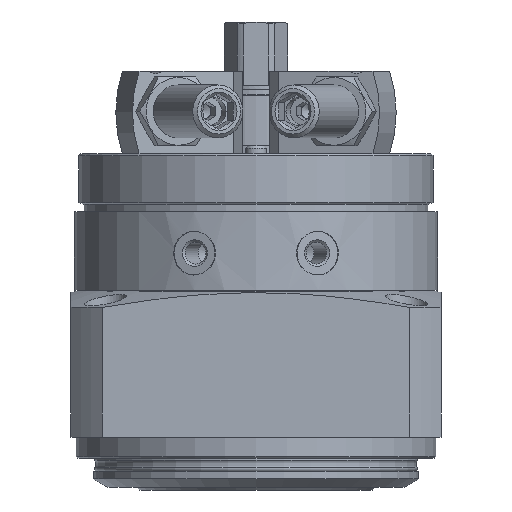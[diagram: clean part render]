
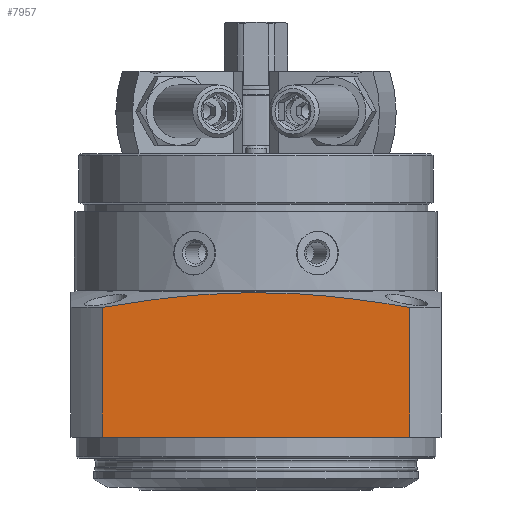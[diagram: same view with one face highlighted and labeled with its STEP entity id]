
A CAD part, front view. The second image highlights one B-rep face of the part: STEP entity #7957.
In plain terms, the highlighted planar face has unit normal (0, -1, 0).
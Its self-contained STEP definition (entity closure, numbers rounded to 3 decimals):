
#99=PLANE('',#8489);
#439=LINE('',#11659,#796);
#440=LINE('',#11661,#797);
#441=LINE('',#11663,#798);
#796=VECTOR('',#9417,1000.);
#797=VECTOR('',#9420,1000.);
#798=VECTOR('',#9421,1000.);
#1151=B_SPLINE_CURVE_WITH_KNOTS('',3,(#11557,#11558,#11559,#11560,#11561,
#11562,#11563,#11564),.UNSPECIFIED.,.F.,.F.,(4,1,1,1,1,4),(0.06,
0.074,0.089,0.096,0.103,
0.118),.UNSPECIFIED.);
#1273=ORIENTED_EDGE('',*,*,#2905,.F.);
#1274=ORIENTED_EDGE('',*,*,#2927,.F.);
#1275=ORIENTED_EDGE('',*,*,#2928,.T.);
#1276=ORIENTED_EDGE('',*,*,#2929,.T.);
#2905=EDGE_CURVE('',#3736,#3737,#1151,.T.);
#2927=EDGE_CURVE('',#3755,#3736,#439,.T.);
#2928=EDGE_CURVE('',#3755,#3756,#440,.T.);
#2929=EDGE_CURVE('',#3756,#3737,#441,.T.);
#3736=VERTEX_POINT('',#11556);
#3737=VERTEX_POINT('',#11565);
#3755=VERTEX_POINT('',#11658);
#3756=VERTEX_POINT('',#11662);
#4775=EDGE_LOOP('',(#1273,#1274,#1275,#1276));
#5538=FACE_BOUND('',#4775,.T.);
#7957=ADVANCED_FACE('',(#5538),#99,.T.);
#8489=AXIS2_PLACEMENT_3D('',#11660,#9418,#9419);
#9417=DIRECTION('',(0.,0.,1.));
#9418=DIRECTION('',(0.,-1.,0.));
#9419=DIRECTION('',(0.,0.,-1.));
#9420=DIRECTION('',(1.,0.,0.));
#9421=DIRECTION('',(0.,0.,1.));
#11556=CARTESIAN_POINT('',(-29.073,-35.,-29.081));
#11557=CARTESIAN_POINT('',(-29.073,-35.,-29.081));
#11558=CARTESIAN_POINT('',(-24.302,-35.,-28.265));
#11559=CARTESIAN_POINT('',(-14.722,-35.,-26.852));
#11560=CARTESIAN_POINT('',(-2.557,-35.,-26.127));
#11561=CARTESIAN_POINT('',(7.313,-35.,-26.405));
#11562=CARTESIAN_POINT('',(17.053,-35.,-27.199));
#11563=CARTESIAN_POINT('',(24.279,-35.,-28.261));
#11564=CARTESIAN_POINT('',(29.073,-35.,-29.081));
#11565=CARTESIAN_POINT('',(29.073,-35.,-29.081));
#11658=CARTESIAN_POINT('',(-29.073,-35.,-53.6));
#11659=CARTESIAN_POINT('',(-29.073,-35.,-53.6));
#11660=CARTESIAN_POINT('',(-29.073,-35.,-53.6));
#11661=CARTESIAN_POINT('',(-29.073,-35.,-53.6));
#11662=CARTESIAN_POINT('',(29.073,-35.,-53.6));
#11663=CARTESIAN_POINT('',(29.073,-35.,-53.6));
